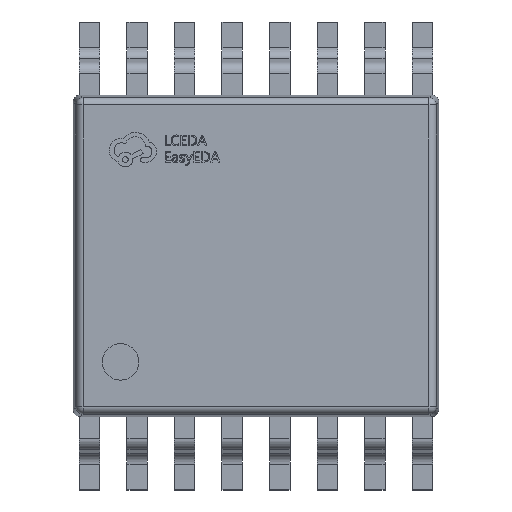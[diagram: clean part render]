
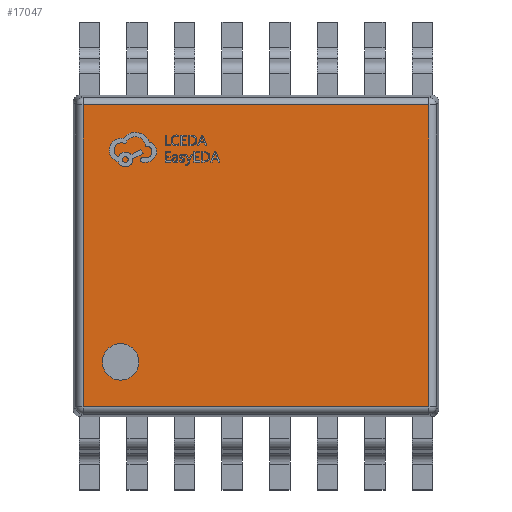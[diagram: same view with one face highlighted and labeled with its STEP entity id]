
A CAD part, top view. The second image highlights one B-rep face of the part: STEP entity #17047.
In plain terms, the highlighted planar face has unit normal (0, 0, 1).
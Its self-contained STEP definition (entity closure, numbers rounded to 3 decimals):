
#163 = DIRECTION ( 'NONE',  ( -1., 0., 0. ) ) ;
#742 = FACE_OUTER_BOUND ( 'NONE', #19075, .T. ) ;
#748 = VECTOR ( 'NONE', #25806, 1000. ) ;
#920 = AXIS2_PLACEMENT_3D ( 'NONE', #12017, #18413, #7606 ) ;
#1024 = DIRECTION ( 'NONE',  ( 1., 0., 0. ) ) ;
#1822 = CARTESIAN_POINT ( 'NONE',  ( -1.851, -1.45, 0.5 ) ) ;
#1952 = DIRECTION ( 'NONE',  ( 0., 0., 1. ) ) ;
#2025 = AXIS2_PLACEMENT_3D ( 'NONE', #1822, #1952, #24863 ) ;
#2142 = VERTEX_POINT ( 'NONE', #6853 ) ;
#2739 = EDGE_CURVE ( 'NONE', #2142, #13220, #13520, .T. ) ;
#3033 = CARTESIAN_POINT ( 'NONE',  ( -2.365, -2.156, 0.5 ) ) ;
#5499 = ORIENTED_EDGE ( 'NONE', *, *, #2739, .T. ) ;
#6087 = VERTEX_POINT ( 'NONE', #15521 ) ;
#6350 = ORIENTED_EDGE ( 'NONE', *, *, #12944, .F. ) ;
#6495 = DIRECTION ( 'NONE',  ( 0., 0., 1. ) ) ;
#6853 = CARTESIAN_POINT ( 'NONE',  ( -2.365, -2.065, 0.5 ) ) ;
#7006 = LINE ( 'NONE', #3033, #21521 ) ;
#7606 = DIRECTION ( 'NONE',  ( 1., 0., 0. ) ) ;
#8249 = EDGE_CURVE ( 'NONE', #6087, #14998, #8507, .T. ) ;
#8507 = LINE ( 'NONE', #20867, #14496 ) ;
#8821 = CARTESIAN_POINT ( 'NONE',  ( 0., 0., 0.5 ) ) ;
#9520 = CARTESIAN_POINT ( 'NONE',  ( 2.456, -2.065, 0.5 ) ) ;
#10385 = EDGE_CURVE ( 'NONE', #13220, #6087, #17363, .T. ) ;
#11386 = DIRECTION ( 'NONE',  ( 0., -1., 0. ) ) ;
#11539 = ORIENTED_EDGE ( 'NONE', *, *, #18907, .F. ) ;
#12017 = CARTESIAN_POINT ( 'NONE',  ( -1.851, -1.45, 0.5 ) ) ;
#12670 = DIRECTION ( 'NONE',  ( 1., 0., 0. ) ) ;
#12944 = EDGE_CURVE ( 'NONE', #16986, #18209, #14530, .T. ) ;
#13220 = VERTEX_POINT ( 'NONE', #18649 ) ;
#13520 = LINE ( 'NONE', #9520, #22153 ) ;
#14496 = VECTOR ( 'NONE', #163, 1000. ) ;
#14530 = CIRCLE ( 'NONE', #920, 0.249 ) ;
#14568 = CARTESIAN_POINT ( 'NONE',  ( -2.365, 2.065, 0.5 ) ) ;
#14998 = VERTEX_POINT ( 'NONE', #14568 ) ;
#15521 = CARTESIAN_POINT ( 'NONE',  ( 2.365, 2.065, 0.5 ) ) ;
#15671 = AXIS2_PLACEMENT_3D ( 'NONE', #8821, #6495, #12670 ) ;
#16143 = EDGE_LOOP ( 'NONE', ( #6350, #11539 ) ) ;
#16986 = VERTEX_POINT ( 'NONE', #20627 ) ;
#17047 = ADVANCED_FACE ( 'NONE', ( #18668, #742 ), #17130, .T. ) ;
#17130 = PLANE ( 'NONE',  #15671 ) ;
#17235 = CARTESIAN_POINT ( 'NONE',  ( -2.1, -1.45, 0.5 ) ) ;
#17363 = LINE ( 'NONE', #19459, #748 ) ;
#18209 = VERTEX_POINT ( 'NONE', #17235 ) ;
#18413 = DIRECTION ( 'NONE',  ( 0., 0., 1. ) ) ;
#18649 = CARTESIAN_POINT ( 'NONE',  ( 2.365, -2.065, 0.5 ) ) ;
#18668 = FACE_BOUND ( 'NONE', #16143, .T. ) ;
#18772 = CIRCLE ( 'NONE', #2025, 0.249 ) ;
#18907 = EDGE_CURVE ( 'NONE', #18209, #16986, #18772, .T. ) ;
#19000 = ORIENTED_EDGE ( 'NONE', *, *, #10385, .T. ) ;
#19075 = EDGE_LOOP ( 'NONE', ( #23258, #5499, #19000, #23563 ) ) ;
#19459 = CARTESIAN_POINT ( 'NONE',  ( 2.365, 2.156, 0.5 ) ) ;
#20337 = EDGE_CURVE ( 'NONE', #14998, #2142, #7006, .T. ) ;
#20627 = CARTESIAN_POINT ( 'NONE',  ( -1.603, -1.45, 0.5 ) ) ;
#20867 = CARTESIAN_POINT ( 'NONE',  ( -2.456, 2.065, 0.5 ) ) ;
#21521 = VECTOR ( 'NONE', #11386, 1000. ) ;
#22153 = VECTOR ( 'NONE', #1024, 1000. ) ;
#23258 = ORIENTED_EDGE ( 'NONE', *, *, #20337, .T. ) ;
#23563 = ORIENTED_EDGE ( 'NONE', *, *, #8249, .T. ) ;
#24863 = DIRECTION ( 'NONE',  ( 1., 0., 0. ) ) ;
#25806 = DIRECTION ( 'NONE',  ( 0., 1., 0. ) ) ;
